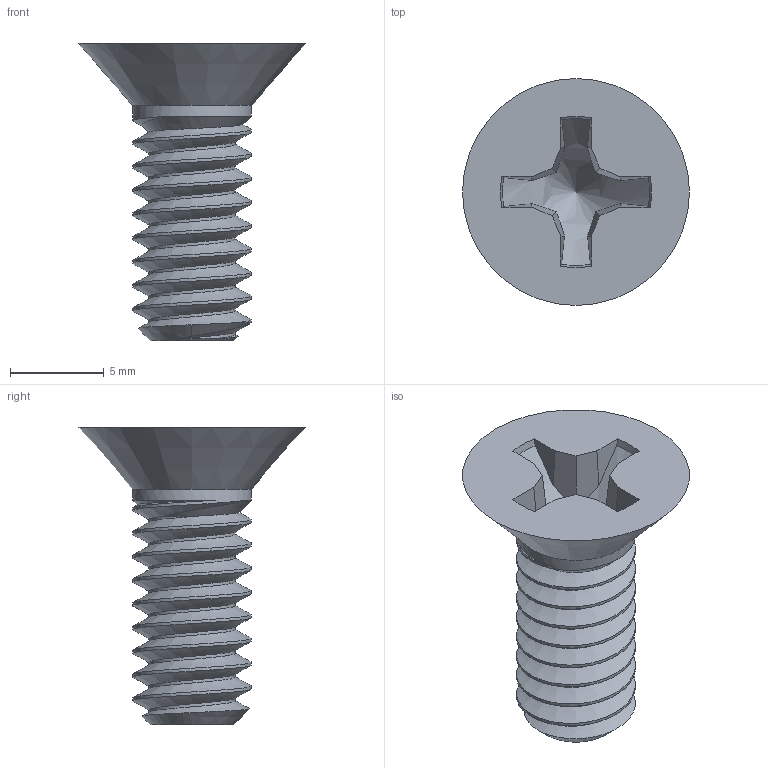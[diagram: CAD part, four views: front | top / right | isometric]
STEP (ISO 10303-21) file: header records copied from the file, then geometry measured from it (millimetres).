
FILE_DESCRIPTION(/* description */ (''),/* implementation_level */ '2;1');
FILE_NAME(/* name */ 'HW-00047-01_1.stp',/* time_stamp */ '2017-01-08T14:08:32-05:00',/* author */ ('jeff1'),/* organization */ (''),/* preprocessor_version */ 'ST-DEVELOPER v16.5',/* originating_system */ 'Autodesk Inventor 2017',/* authorisation */ '');
FILE_SCHEMA (('AUTOMOTIVE_DESIGN { 1 0 10303 214 3 1 1 }'));
Length unit declared in the file: inch
Products named in the file (1): HW-00047-01_1
Bounding box: 12.12 x 12.12 x 15.88 mm (x, y, z)
Volume: 475 mm3; surface area: 687.3 mm2
Topology: 1 solids, 1 shells, 40 faces, 114 edges, 76 vertices
Faces by surface type: plane 18, cylinder 11, cone 9, bspline 2
Full cylindrical faces by diameter (mm): 6.35 x9
Entity records: 6456 total; most frequent: CARTESIAN_POINT 5736, ORIENTED_EDGE 156, DIRECTION 125, EDGE_CURVE 78, VERTEX_POINT 54, AXIS2_PLACEMENT_3D 44, LINE 37, VECTOR 37
